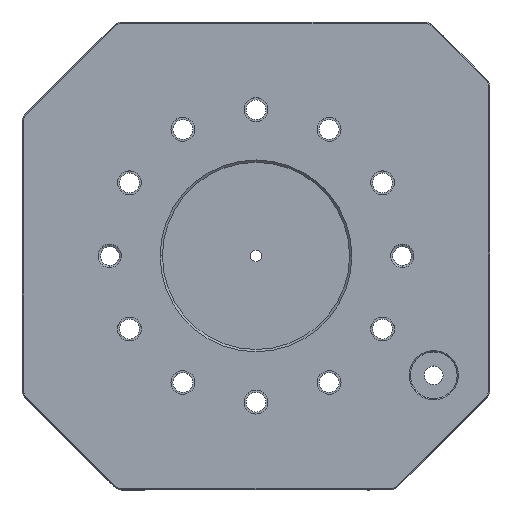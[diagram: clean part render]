
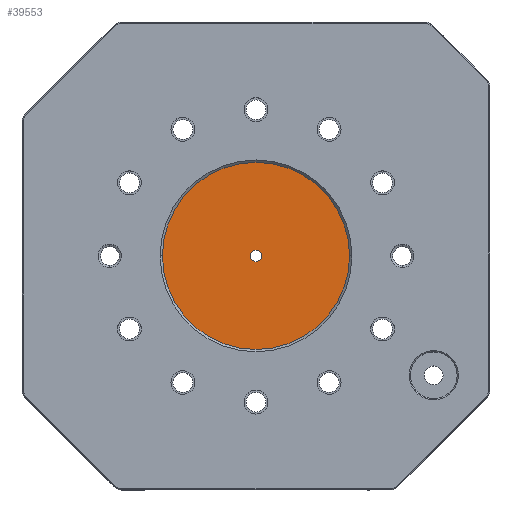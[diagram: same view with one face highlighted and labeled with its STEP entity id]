
A CAD part, top view. The second image highlights one B-rep face of the part: STEP entity #39553.
In plain terms, the highlighted planar face has unit normal (0, 0, 1).
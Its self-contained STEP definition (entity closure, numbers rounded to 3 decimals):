
#529 = DIRECTION ( 'NONE',  ( 0., 0., 1. ) ) ;
#1696 = DIRECTION ( 'NONE',  ( 1., 0., 0. ) ) ;
#1901 = DIRECTION ( 'NONE',  ( 0., 0., 1. ) ) ;
#3071 = CARTESIAN_POINT ( 'NONE',  ( 0., 0., 41.5 ) ) ;
#3474 = DIRECTION ( 'NONE',  ( 1., 0., 0. ) ) ;
#3685 = VERTEX_POINT ( 'NONE', #13332 ) ;
#6045 = AXIS2_PLACEMENT_3D ( 'NONE', #28434, #529, #41184 ) ;
#6292 = CIRCLE ( 'NONE', #10280, 40. ) ;
#7797 = FACE_BOUND ( 'NONE', #20800, .T. ) ;
#9171 = VERTEX_POINT ( 'NONE', #11131 ) ;
#9568 = DIRECTION ( 'NONE',  ( 0., 0., 1. ) ) ;
#10134 = DIRECTION ( 'NONE',  ( 0., 0., 1. ) ) ;
#10280 = AXIS2_PLACEMENT_3D ( 'NONE', #17697, #17511, #24819 ) ;
#10333 = CARTESIAN_POINT ( 'NONE',  ( 0., 0., 41.5 ) ) ;
#11131 = CARTESIAN_POINT ( 'NONE',  ( 2.5, 0., 41.5 ) ) ;
#11312 = CARTESIAN_POINT ( 'NONE',  ( 0., 0., 41.5 ) ) ;
#12880 = EDGE_CURVE ( 'NONE', #22508, #23109, #32664, .T. ) ;
#13332 = CARTESIAN_POINT ( 'NONE',  ( -2.5, 0., 41.5 ) ) ;
#14668 = CIRCLE ( 'NONE', #23267, 2.5 ) ;
#14942 = ORIENTED_EDGE ( 'NONE', *, *, #12880, .T. ) ;
#17511 = DIRECTION ( 'NONE',  ( 0., 0., 1. ) ) ;
#17697 = CARTESIAN_POINT ( 'NONE',  ( 0., 0., 41.5 ) ) ;
#18483 = AXIS2_PLACEMENT_3D ( 'NONE', #10333, #10134, #22978 ) ;
#20800 = EDGE_LOOP ( 'NONE', ( #36343, #23816 ) ) ;
#21070 = EDGE_LOOP ( 'NONE', ( #26977, #14942 ) ) ;
#22068 = CIRCLE ( 'NONE', #31392, 2.5 ) ;
#22508 = VERTEX_POINT ( 'NONE', #40442 ) ;
#22707 = CARTESIAN_POINT ( 'NONE',  ( 40., 0., 41.5 ) ) ;
#22782 = PLANE ( 'NONE',  #18483 ) ;
#22978 = DIRECTION ( 'NONE',  ( 1., 0., 0. ) ) ;
#23109 = VERTEX_POINT ( 'NONE', #22707 ) ;
#23267 = AXIS2_PLACEMENT_3D ( 'NONE', #3071, #9568, #3474 ) ;
#23816 = ORIENTED_EDGE ( 'NONE', *, *, #40213, .F. ) ;
#24819 = DIRECTION ( 'NONE',  ( 1., 0., 0. ) ) ;
#26977 = ORIENTED_EDGE ( 'NONE', *, *, #35546, .T. ) ;
#28434 = CARTESIAN_POINT ( 'NONE',  ( 0., 0., 41.5 ) ) ;
#31392 = AXIS2_PLACEMENT_3D ( 'NONE', #11312, #1901, #1696 ) ;
#32664 = CIRCLE ( 'NONE', #6045, 40. ) ;
#33015 = FACE_OUTER_BOUND ( 'NONE', #21070, .T. ) ;
#35546 = EDGE_CURVE ( 'NONE', #23109, #22508, #6292, .T. ) ;
#36343 = ORIENTED_EDGE ( 'NONE', *, *, #38262, .F. ) ;
#38262 = EDGE_CURVE ( 'NONE', #9171, #3685, #14668, .T. ) ;
#39553 = ADVANCED_FACE ( 'NONE', ( #7797, #33015 ), #22782, .T. ) ;
#40213 = EDGE_CURVE ( 'NONE', #3685, #9171, #22068, .T. ) ;
#40442 = CARTESIAN_POINT ( 'NONE',  ( -40., 0., 41.5 ) ) ;
#41184 = DIRECTION ( 'NONE',  ( 1., 0., 0. ) ) ;
